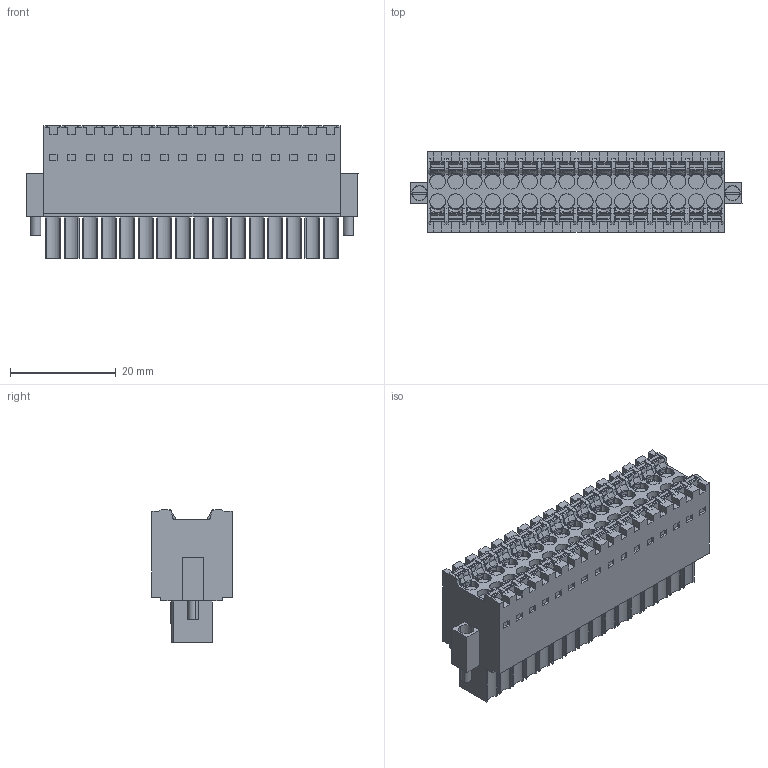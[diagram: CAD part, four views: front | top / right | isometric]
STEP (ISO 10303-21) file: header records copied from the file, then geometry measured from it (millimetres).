
FILE_DESCRIPTION(('CATIA V5 STEP','CAx-IF Rec.Pracs.--- Model Styling and Organization---1.4--- 2014-01-23'),'2;1');
FILE_NAME ('D1450467_1', '2023-08-22T06:46:04+00:00', ('none'), ('Weidmueller'), 'CATIA Version 5-6 Release 2016 SP3 HF44', 'CATIA V5 STEP AP214', 'none');
FILE_SCHEMA(('AUTOMOTIVE_DESIGN { 1 0 10303 214 1 1 1 1 }'));
Products named in the file (1): 1277830000
Bounding box: 62.75 x 15.2 x 25.05 mm (x, y, z)
Volume: 15765.8 mm3; surface area: 10118.5 mm2
Topology: 35 solids, 35 shells, 2158 faces, 6271 edges, 4267 vertices
Faces by surface type: plane 1402, cylinder 274, torus 191, extrusion 163, cone 64, bspline 64
Entity records: 73760 total; most frequent: CARTESIAN_POINT 22934, ORIENTED_EDGE 12542, DIRECTION 7190, EDGE_CURVE 6271, VECTOR 4594, LINE 4431, VERTEX_POINT 4267, EDGE_LOOP 2246
